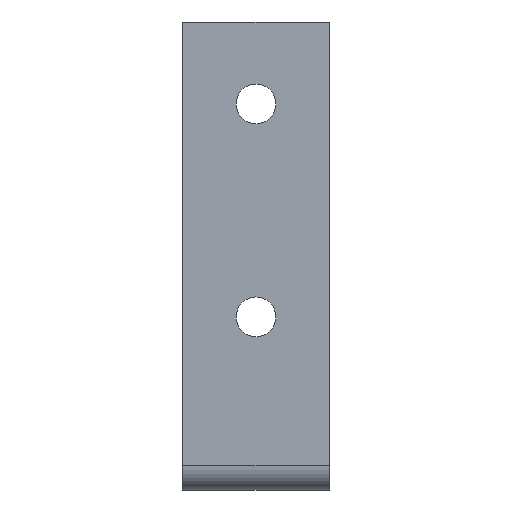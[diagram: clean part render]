
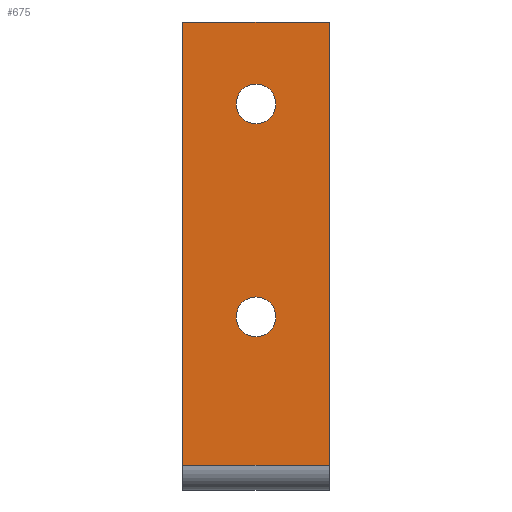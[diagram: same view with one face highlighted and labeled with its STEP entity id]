
A CAD part, left-side view. The second image highlights one B-rep face of the part: STEP entity #675.
In plain terms, the highlighted planar face has unit normal (-1, 0, 0).
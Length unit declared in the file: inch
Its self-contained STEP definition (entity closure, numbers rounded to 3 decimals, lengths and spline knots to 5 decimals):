
#27 = DIRECTION ( 'NONE',  ( 0., -1., 0. ) ) ;
#33 = FACE_BOUND ( 'NONE', #770, .T. ) ;
#34 = AXIS2_PLACEMENT_3D ( 'NONE', #111, #54, #515 ) ;
#50 = DIRECTION ( 'NONE',  ( 1., 0., 0. ) ) ;
#51 = VECTOR ( 'NONE', #491, 39.37008 ) ;
#54 = DIRECTION ( 'NONE',  ( -1., 0., 0. ) ) ;
#80 = AXIS2_PLACEMENT_3D ( 'NONE', #456, #853, #579 ) ;
#83 = CARTESIAN_POINT ( 'NONE',  ( -0.035, 0., 1.7 ) ) ;
#86 = VERTEX_POINT ( 'NONE', #867 ) ;
#90 = VERTEX_POINT ( 'NONE', #382 ) ;
#111 = CARTESIAN_POINT ( 'NONE',  ( -0.035, 0., 1.615 ) ) ;
#114 = CARTESIAN_POINT ( 'NONE',  ( -0.035, 0.3125, 1.965 ) ) ;
#135 = DIRECTION ( 'NONE',  ( -1., 0., 0. ) ) ;
#149 = ORIENTED_EDGE ( 'NONE', *, *, #165, .F. ) ;
#157 = VERTEX_POINT ( 'NONE', #711 ) ;
#165 = EDGE_CURVE ( 'NONE', #669, #157, #521, .T. ) ;
#198 = VECTOR ( 'NONE', #717, 39.37008 ) ;
#221 = EDGE_CURVE ( 'NONE', #86, #463, #608, .T. ) ;
#238 = EDGE_LOOP ( 'NONE', ( #416, #407 ) ) ;
#240 = CARTESIAN_POINT ( 'NONE',  ( -0.035, 0.3125, 1.965 ) ) ;
#258 = DIRECTION ( 'NONE',  ( 0., 0., -1. ) ) ;
#259 = CARTESIAN_POINT ( 'NONE',  ( -0.035, -0.3125, 0.07 ) ) ;
#279 = FACE_OUTER_BOUND ( 'NONE', #586, .T. ) ;
#282 = CARTESIAN_POINT ( 'NONE',  ( -0.035, 0.3125, 1.965 ) ) ;
#288 = ORIENTED_EDGE ( 'NONE', *, *, #703, .F. ) ;
#289 = CIRCLE ( 'NONE', #80, 0.085 ) ;
#291 = CARTESIAN_POINT ( 'NONE',  ( -0.035, 0., 0.62 ) ) ;
#296 = VERTEX_POINT ( 'NONE', #800 ) ;
#305 = PLANE ( 'NONE',  #395 ) ;
#330 = DIRECTION ( 'NONE',  ( 0., 0., -1. ) ) ;
#335 = LINE ( 'NONE', #556, #832 ) ;
#348 = EDGE_CURVE ( 'NONE', #296, #560, #566, .T. ) ;
#382 = CARTESIAN_POINT ( 'NONE',  ( -0.035, 0.3125, 0.07 ) ) ;
#395 = AXIS2_PLACEMENT_3D ( 'NONE', #240, #50, #846 ) ;
#407 = ORIENTED_EDGE ( 'NONE', *, *, #348, .F. ) ;
#416 = ORIENTED_EDGE ( 'NONE', *, *, #749, .F. ) ;
#418 = LINE ( 'NONE', #506, #454 ) ;
#432 = EDGE_CURVE ( 'NONE', #831, #157, #335, .T. ) ;
#454 = VECTOR ( 'NONE', #27, 39.37008 ) ;
#456 = CARTESIAN_POINT ( 'NONE',  ( -0.035, 0., 0.705 ) ) ;
#463 = VERTEX_POINT ( 'NONE', #83 ) ;
#482 = AXIS2_PLACEMENT_3D ( 'NONE', #544, #135, #258 ) ;
#491 = DIRECTION ( 'NONE',  ( 0., 0., 1. ) ) ;
#506 = CARTESIAN_POINT ( 'NONE',  ( -0.035, 0.3125, 0.07 ) ) ;
#515 = DIRECTION ( 'NONE',  ( 0., 0., -1. ) ) ;
#519 = EDGE_CURVE ( 'NONE', #90, #669, #825, .T. ) ;
#520 = CARTESIAN_POINT ( 'NONE',  ( -0.035, 0.3125, 1.965 ) ) ;
#521 = LINE ( 'NONE', #114, #198 ) ;
#544 = CARTESIAN_POINT ( 'NONE',  ( -0.035, 0., 0.705 ) ) ;
#556 = CARTESIAN_POINT ( 'NONE',  ( -0.035, -0.3125, 1.965 ) ) ;
#560 = VERTEX_POINT ( 'NONE', #291 ) ;
#566 = CIRCLE ( 'NONE', #482, 0.085 ) ;
#579 = DIRECTION ( 'NONE',  ( 0., 0., -1. ) ) ;
#586 = EDGE_LOOP ( 'NONE', ( #691, #680, #768, #149 ) ) ;
#608 = CIRCLE ( 'NONE', #871, 0.085 ) ;
#622 = DIRECTION ( 'NONE',  ( 0., 0., 1. ) ) ;
#628 = ORIENTED_EDGE ( 'NONE', *, *, #221, .F. ) ;
#635 = EDGE_CURVE ( 'NONE', #90, #831, #418, .T. ) ;
#669 = VERTEX_POINT ( 'NONE', #520 ) ;
#672 = CIRCLE ( 'NONE', #34, 0.085 ) ;
#675 = ADVANCED_FACE ( 'NONE', ( #33, #707, #279 ), #305, .F. ) ;
#680 = ORIENTED_EDGE ( 'NONE', *, *, #635, .T. ) ;
#691 = ORIENTED_EDGE ( 'NONE', *, *, #519, .F. ) ;
#703 = EDGE_CURVE ( 'NONE', #463, #86, #672, .T. ) ;
#707 = FACE_BOUND ( 'NONE', #238, .T. ) ;
#711 = CARTESIAN_POINT ( 'NONE',  ( -0.035, -0.3125, 1.965 ) ) ;
#717 = DIRECTION ( 'NONE',  ( 0., -1., 0. ) ) ;
#732 = DIRECTION ( 'NONE',  ( -1., 0., 0. ) ) ;
#749 = EDGE_CURVE ( 'NONE', #560, #296, #289, .T. ) ;
#768 = ORIENTED_EDGE ( 'NONE', *, *, #432, .T. ) ;
#770 = EDGE_LOOP ( 'NONE', ( #628, #288 ) ) ;
#800 = CARTESIAN_POINT ( 'NONE',  ( -0.035, 0., 0.79 ) ) ;
#809 = CARTESIAN_POINT ( 'NONE',  ( -0.035, 0., 1.615 ) ) ;
#825 = LINE ( 'NONE', #282, #51 ) ;
#831 = VERTEX_POINT ( 'NONE', #259 ) ;
#832 = VECTOR ( 'NONE', #622, 39.37008 ) ;
#846 = DIRECTION ( 'NONE',  ( 0., 0., -1. ) ) ;
#853 = DIRECTION ( 'NONE',  ( -1., 0., 0. ) ) ;
#867 = CARTESIAN_POINT ( 'NONE',  ( -0.035, 0., 1.53 ) ) ;
#871 = AXIS2_PLACEMENT_3D ( 'NONE', #809, #732, #330 ) ;
